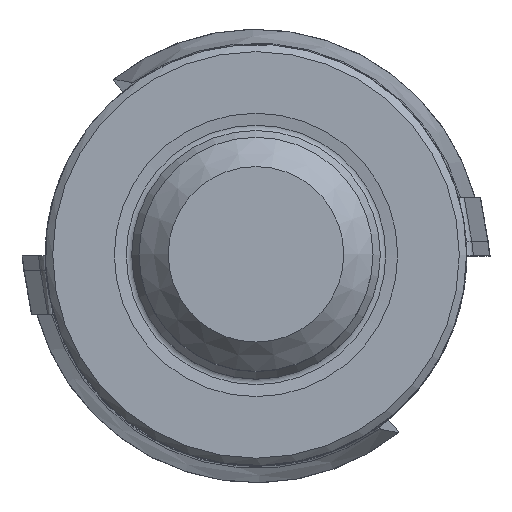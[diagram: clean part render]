
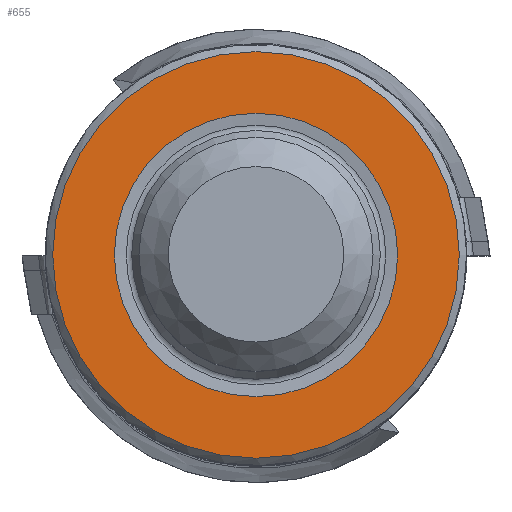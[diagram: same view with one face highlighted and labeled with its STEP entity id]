
A CAD part, top view. The second image highlights one B-rep face of the part: STEP entity #655.
In plain terms, the highlighted planar face has unit normal (0, 0, 1).
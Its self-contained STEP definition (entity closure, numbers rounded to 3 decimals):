
#127=PLANE('',#3203);
#244=FACE_BOUND('',#1041,.T.);
#245=FACE_BOUND('',#1042,.T.);
#655=ADVANCED_FACE('CLONE_TP_FACE',(#244,#245),#127,.T.);
#1041=EDGE_LOOP('',(#1579));
#1042=EDGE_LOOP('',(#1580));
#1257=CIRCLE('',#3199,9.689);
#1258=CIRCLE('',#3202,13.9);
#1579=ORIENTED_EDGE('',*,*,#2627,.T.);
#1580=ORIENTED_EDGE('',*,*,#2626,.F.);
#2309=VERTEX_POINT('',#4913);
#2310=VERTEX_POINT('',#4917);
#2626=EDGE_CURVE('',#2309,#2309,#1257,.T.);
#2627=EDGE_CURVE('',#2310,#2310,#1258,.T.);
#3199=AXIS2_PLACEMENT_3D('',#4912,#3711,#3712);
#3202=AXIS2_PLACEMENT_3D('',#4916,#3717,#3718);
#3203=AXIS2_PLACEMENT_3D('',#4918,#3719,#3720);
#3711=DIRECTION('',(0.,0.,1.));
#3712=DIRECTION('',(1.,0.,0.));
#3717=DIRECTION('',(0.,0.,1.));
#3718=DIRECTION('',(1.,0.,0.));
#3719=DIRECTION('',(0.,0.,1.));
#3720=DIRECTION('',(-1.,0.,0.));
#4912=CARTESIAN_POINT('',(0.,0.,0.));
#4913=CARTESIAN_POINT('',(9.689,0.,0.));
#4916=CARTESIAN_POINT('',(0.,0.,0.));
#4917=CARTESIAN_POINT('',(13.9,0.,0.));
#4918=CARTESIAN_POINT('',(-14.4,0.,0.));
